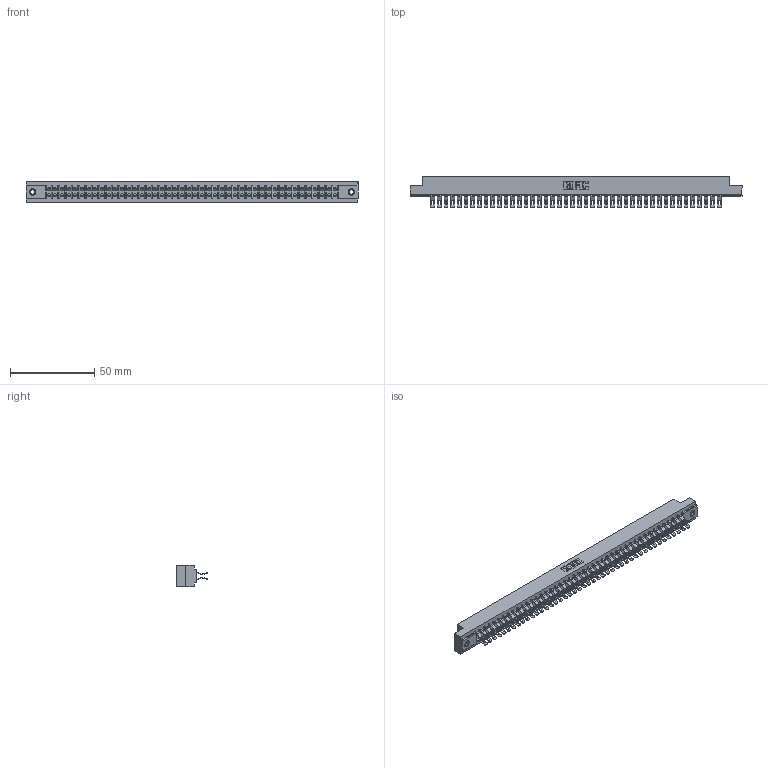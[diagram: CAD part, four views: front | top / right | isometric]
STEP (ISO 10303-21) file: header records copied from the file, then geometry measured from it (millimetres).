
FILE_DESCRIPTION (( 'STEP AP203' ), '1' );
FILE_NAME ('357-088-455-207.STEP', '2020-10-04T04:28:16', ( '' ), ( '' ), 'SwSTEP 2.0', 'SolidWorks 2020', '' );
FILE_SCHEMA (( 'CONFIG_CONTROL_DESIGN' ));
Length unit declared in the file: inch
Products named in the file (4): 307-290-001_555; 357-088-455-207; 345-250-001_345-250-005-103; 307 Part_.156 Dia Mounting Holes
Assembly tree (91 placements, depth 2):
  357-088-455-207
    307 Part_.156 Dia Mounting Holes
    307-290-001_555  x88
    345-250-001_345-250-005-103  x2
Bounding box: 197.36 x 18.75 x 12.7 mm (x, y, z)
Volume: 21249.6 mm3; surface area: 27528.9 mm2
Topology: 91 solids, 91 shells, 5591 faces, 16387 edges, 10678 vertices
Faces by surface type: plane 3094, cylinder 2391, sphere 90, cone 12, torus 4
Entity records: 40604 total; most frequent: CARTESIAN_POINT 6631, ORIENTED_EDGE 6568, DIRECTION 6510, EDGE_CURVE 3284, LINE 2508, VECTOR 2508, VERTEX_POINT 2122, AXIS2_PLACEMENT_3D 2001
